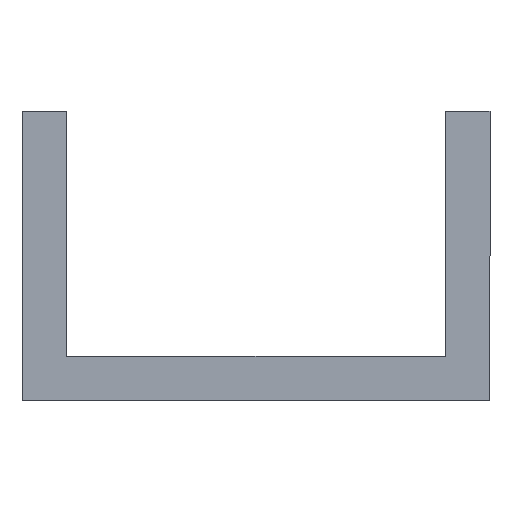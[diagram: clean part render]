
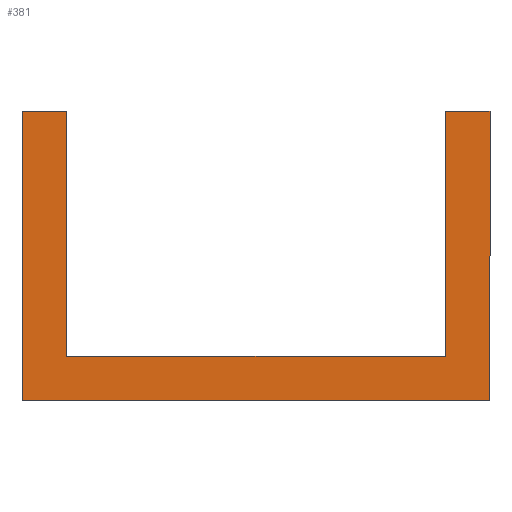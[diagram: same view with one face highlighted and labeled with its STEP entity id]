
A CAD part, front view. The second image highlights one B-rep face of the part: STEP entity #381.
In plain terms, the highlighted planar face has unit normal (0, -1, 0).
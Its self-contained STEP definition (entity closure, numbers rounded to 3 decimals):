
#15 = LINE ( 'NONE', #332, #192 ) ;
#20 = VECTOR ( 'NONE', #310, 1000. ) ;
#21 = VERTEX_POINT ( 'NONE', #389 ) ;
#35 = EDGE_CURVE ( 'NONE', #292, #343, #247, .T. ) ;
#36 = VECTOR ( 'NONE', #289, 1000. ) ;
#40 = CARTESIAN_POINT ( 'NONE',  ( -2.47, 0., 1.813 ) ) ;
#44 = PLANE ( 'NONE',  #85 ) ;
#46 = DIRECTION ( 'NONE',  ( 1., 0., 0. ) ) ;
#60 = ORIENTED_EDGE ( 'NONE', *, *, #66, .F. ) ;
#66 = EDGE_CURVE ( 'NONE', #21, #343, #15, .T. ) ;
#67 = VECTOR ( 'NONE', #360, 1000. ) ;
#71 = LINE ( 'NONE', #481, #446 ) ;
#85 = AXIS2_PLACEMENT_3D ( 'NONE', #420, #454, #319 ) ;
#91 = CARTESIAN_POINT ( 'NONE',  ( 7.03, 0., -4.687 ) ) ;
#111 = LINE ( 'NONE', #474, #67 ) ;
#117 = CARTESIAN_POINT ( 'NONE',  ( -3.47, 0., 1.813 ) ) ;
#141 = VERTEX_POINT ( 'NONE', #148 ) ;
#144 = EDGE_CURVE ( 'NONE', #162, #21, #111, .T. ) ;
#146 = LINE ( 'NONE', #40, #20 ) ;
#148 = CARTESIAN_POINT ( 'NONE',  ( -3.47, 0., -4.687 ) ) ;
#153 = DIRECTION ( 'NONE',  ( 0., 0., -1. ) ) ;
#155 = VERTEX_POINT ( 'NONE', #255 ) ;
#159 = CARTESIAN_POINT ( 'NONE',  ( 7.03, 0., 1.813 ) ) ;
#162 = VERTEX_POINT ( 'NONE', #438 ) ;
#174 = ORIENTED_EDGE ( 'NONE', *, *, #448, .T. ) ;
#192 = VECTOR ( 'NONE', #399, 1000. ) ;
#196 = EDGE_CURVE ( 'NONE', #155, #141, #286, .T. ) ;
#198 = ORIENTED_EDGE ( 'NONE', *, *, #35, .T. ) ;
#219 = EDGE_CURVE ( 'NONE', #267, #162, #146, .T. ) ;
#223 = ORIENTED_EDGE ( 'NONE', *, *, #144, .F. ) ;
#234 = CARTESIAN_POINT ( 'NONE',  ( -3.47, 0., -4.687 ) ) ;
#244 = ORIENTED_EDGE ( 'NONE', *, *, #196, .T. ) ;
#247 = LINE ( 'NONE', #468, #36 ) ;
#255 = CARTESIAN_POINT ( 'NONE',  ( -3.47, 0., 1.813 ) ) ;
#260 = EDGE_CURVE ( 'NONE', #394, #292, #71, .T. ) ;
#267 = VERTEX_POINT ( 'NONE', #445 ) ;
#271 = FACE_OUTER_BOUND ( 'NONE', #349, .T. ) ;
#286 = LINE ( 'NONE', #117, #428 ) ;
#289 = DIRECTION ( 'NONE',  ( -1., 0., 0. ) ) ;
#292 = VERTEX_POINT ( 'NONE', #159 ) ;
#307 = DIRECTION ( 'NONE',  ( 0., 0., 1. ) ) ;
#310 = DIRECTION ( 'NONE',  ( 0., 0., -1. ) ) ;
#311 = DIRECTION ( 'NONE',  ( -1., 0., 0. ) ) ;
#319 = DIRECTION ( 'NONE',  ( -1., 0., 0. ) ) ;
#332 = CARTESIAN_POINT ( 'NONE',  ( 6.03, 0., -4.687 ) ) ;
#343 = VERTEX_POINT ( 'NONE', #414 ) ;
#349 = EDGE_LOOP ( 'NONE', ( #60, #223, #472, #174, #244, #416, #404, #198 ) ) ;
#360 = DIRECTION ( 'NONE',  ( 1., 0., 0. ) ) ;
#365 = VECTOR ( 'NONE', #311, 1000. ) ;
#381 = ADVANCED_FACE ( 'NONE', ( #271 ), #44, .T. ) ;
#382 = VECTOR ( 'NONE', #46, 1000. ) ;
#389 = CARTESIAN_POINT ( 'NONE',  ( 6.03, 0., -3.687 ) ) ;
#393 = EDGE_CURVE ( 'NONE', #141, #394, #480, .T. ) ;
#394 = VERTEX_POINT ( 'NONE', #91 ) ;
#399 = DIRECTION ( 'NONE',  ( 0., 0., 1. ) ) ;
#404 = ORIENTED_EDGE ( 'NONE', *, *, #260, .T. ) ;
#414 = CARTESIAN_POINT ( 'NONE',  ( 6.03, 0., 1.813 ) ) ;
#416 = ORIENTED_EDGE ( 'NONE', *, *, #393, .T. ) ;
#420 = CARTESIAN_POINT ( 'NONE',  ( 0., 0., 0. ) ) ;
#428 = VECTOR ( 'NONE', #153, 1000. ) ;
#433 = LINE ( 'NONE', #452, #365 ) ;
#438 = CARTESIAN_POINT ( 'NONE',  ( -2.47, 0., -3.687 ) ) ;
#445 = CARTESIAN_POINT ( 'NONE',  ( -2.47, 0., 1.813 ) ) ;
#446 = VECTOR ( 'NONE', #307, 1000. ) ;
#448 = EDGE_CURVE ( 'NONE', #267, #155, #433, .T. ) ;
#452 = CARTESIAN_POINT ( 'NONE',  ( -2.47, 0., 1.813 ) ) ;
#454 = DIRECTION ( 'NONE',  ( 0., -1., 0. ) ) ;
#468 = CARTESIAN_POINT ( 'NONE',  ( 7.03, 0., 1.813 ) ) ;
#472 = ORIENTED_EDGE ( 'NONE', *, *, #219, .F. ) ;
#474 = CARTESIAN_POINT ( 'NONE',  ( -3.47, 0., -3.687 ) ) ;
#480 = LINE ( 'NONE', #234, #382 ) ;
#481 = CARTESIAN_POINT ( 'NONE',  ( 7.03, 0., -4.687 ) ) ;
